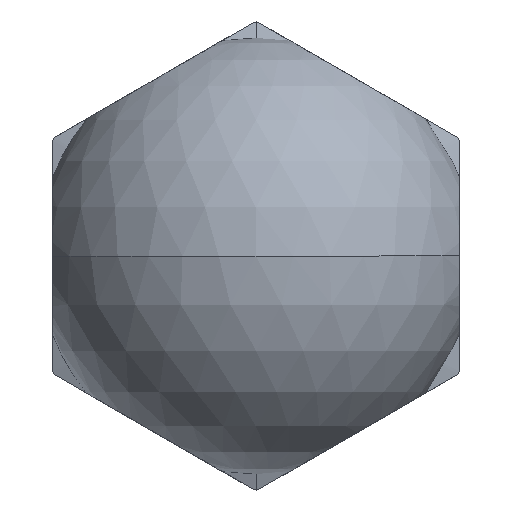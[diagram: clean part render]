
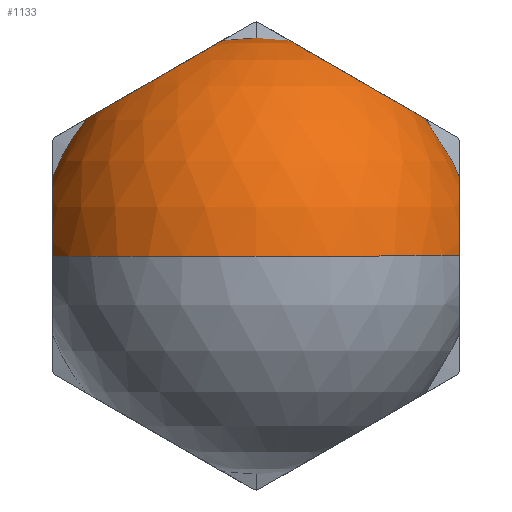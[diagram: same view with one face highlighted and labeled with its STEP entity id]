
A CAD part, front view. The second image highlights one B-rep face of the part: STEP entity #1133.
In plain terms, the highlighted spherical face has radius 7.5 mm.
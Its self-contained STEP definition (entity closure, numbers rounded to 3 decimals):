
#2 = ORIENTED_EDGE ( 'NONE', *, *, #974, .T. ) ;
#10 = ORIENTED_EDGE ( 'NONE', *, *, #528, .F. ) ;
#25 = ORIENTED_EDGE ( 'NONE', *, *, #1163, .T. ) ;
#58 = DIRECTION ( 'NONE',  ( 0.866, 0., 0.5 ) ) ;
#70 = AXIS2_PLACEMENT_3D ( 'NONE', #95, #372, #178 ) ;
#95 = CARTESIAN_POINT ( 'NONE',  ( 0., -10., 0. ) ) ;
#104 = DIRECTION ( 'NONE',  ( 0.5, 0., -0.866 ) ) ;
#112 = DIRECTION ( 'NONE',  ( -1., 0., 0. ) ) ;
#151 = VERTEX_POINT ( 'NONE', #443 ) ;
#167 = CARTESIAN_POINT ( 'NONE',  ( -3.5, -14.5, 6.062 ) ) ;
#171 = CARTESIAN_POINT ( 'NONE',  ( -3.5, -14.5, 6.062 ) ) ;
#172 = CIRCLE ( 'NONE', #535, 7.5 ) ;
#173 = CARTESIAN_POINT ( 'NONE',  ( -7., -14.5, 0. ) ) ;
#178 = DIRECTION ( 'NONE',  ( 0., 0., 1. ) ) ;
#203 = ORIENTED_EDGE ( 'NONE', *, *, #462, .T. ) ;
#206 = CARTESIAN_POINT ( 'NONE',  ( 0., -14.5, 0. ) ) ;
#208 = ORIENTED_EDGE ( 'NONE', *, *, #668, .F. ) ;
#228 = AXIS2_PLACEMENT_3D ( 'NONE', #171, #870, #259 ) ;
#229 = EDGE_CURVE ( 'NONE', #288, #1274, #1263, .T. ) ;
#252 = CARTESIAN_POINT ( 'NONE',  ( 5.832, -14.5, 4.716 ) ) ;
#259 = DIRECTION ( 'NONE',  ( 0.866, 0., 0.5 ) ) ;
#276 = EDGE_CURVE ( 'NONE', #151, #588, #998, .T. ) ;
#281 = AXIS2_PLACEMENT_3D ( 'NONE', #1178, #1181, #1186 ) ;
#288 = VERTEX_POINT ( 'NONE', #989 ) ;
#295 = EDGE_LOOP ( 'NONE', ( #352, #25, #2, #1139, #208, #906, #10, #1022 ) ) ;
#298 = DIRECTION ( 'NONE',  ( -1., 0., 0. ) ) ;
#303 = DIRECTION ( 'NONE',  ( -0.5, 0., -0.866 ) ) ;
#304 = DIRECTION ( 'NONE',  ( 0., 0., -1. ) ) ;
#335 = VERTEX_POINT ( 'NONE', #1285 ) ;
#352 = ORIENTED_EDGE ( 'NONE', *, *, #808, .F. ) ;
#357 = CIRCLE ( 'NONE', #1304, 2.693 ) ;
#366 = AXIS2_PLACEMENT_3D ( 'NONE', #1091, #472, #1202 ) ;
#372 = DIRECTION ( 'NONE',  ( 0., 1., 0. ) ) ;
#386 = AXIS2_PLACEMENT_3D ( 'NONE', #167, #104, #58 ) ;
#397 = FACE_BOUND ( 'NONE', #921, .T. ) ;
#400 = CARTESIAN_POINT ( 'NONE',  ( 7., -11.807, 0. ) ) ;
#409 = CARTESIAN_POINT ( 'NONE',  ( 0., -14.5, 0. ) ) ;
#410 = CARTESIAN_POINT ( 'NONE',  ( 0., -10., 6. ) ) ;
#416 = CIRCLE ( 'NONE', #896, 7.5 ) ;
#443 = CARTESIAN_POINT ( 'NONE',  ( -7., -11.807, 0. ) ) ;
#462 = EDGE_CURVE ( 'NONE', #572, #1092, #634, .T. ) ;
#472 = DIRECTION ( 'NONE',  ( 0., 1., 0. ) ) ;
#481 = CARTESIAN_POINT ( 'NONE',  ( 0., -14.5, 0. ) ) ;
#482 = FACE_BOUND ( 'NONE', #946, .T. ) ;
#528 = EDGE_CURVE ( 'NONE', #151, #288, #172, .T. ) ;
#535 = AXIS2_PLACEMENT_3D ( 'NONE', #409, #304, #1032 ) ;
#546 = CIRCLE ( 'NONE', #386, 2.693 ) ;
#551 = CARTESIAN_POINT ( 'NONE',  ( 0., -22., 0. ) ) ;
#558 = ORIENTED_EDGE ( 'NONE', *, *, #834, .T. ) ;
#560 = DIRECTION ( 'NONE',  ( 0.866, 0., -0.5 ) ) ;
#568 = CARTESIAN_POINT ( 'NONE',  ( 3.5, -14.5, 6.062 ) ) ;
#572 = VERTEX_POINT ( 'NONE', #631 ) ;
#588 = VERTEX_POINT ( 'NONE', #1298 ) ;
#619 = EDGE_CURVE ( 'NONE', #335, #939, #838, .T. ) ;
#631 = CARTESIAN_POINT ( 'NONE',  ( 1.168, -14.5, 7.408 ) ) ;
#634 = CIRCLE ( 'NONE', #843, 2.693 ) ;
#656 = VERTEX_POINT ( 'NONE', #985 ) ;
#668 = EDGE_CURVE ( 'NONE', #1274, #656, #759, .T. ) ;
#685 = DIRECTION ( 'NONE',  ( 0., 0., 1. ) ) ;
#686 = DIRECTION ( 'NONE',  ( 0., 0., 1. ) ) ;
#693 = ORIENTED_EDGE ( 'NONE', *, *, #1327, .T. ) ;
#731 = FACE_OUTER_BOUND ( 'NONE', #295, .T. ) ;
#759 = CIRCLE ( 'NONE', #366, 6. ) ;
#764 = AXIS2_PLACEMENT_3D ( 'NONE', #481, #686, #112 ) ;
#772 = CARTESIAN_POINT ( 'NONE',  ( 7., -17.193, 0. ) ) ;
#808 = EDGE_CURVE ( 'NONE', #1244, #588, #982, .T. ) ;
#834 = EDGE_CURVE ( 'NONE', #1092, #572, #357, .T. ) ;
#838 = CIRCLE ( 'NONE', #228, 2.693 ) ;
#839 = CARTESIAN_POINT ( 'NONE',  ( -5.832, -14.5, 4.716 ) ) ;
#843 = AXIS2_PLACEMENT_3D ( 'NONE', #568, #1067, #560 ) ;
#870 = DIRECTION ( 'NONE',  ( 0.5, 0., -0.866 ) ) ;
#872 = DIRECTION ( 'NONE',  ( 1., 0., 0. ) ) ;
#896 = AXIS2_PLACEMENT_3D ( 'NONE', #1200, #1114, #1164 ) ;
#904 = VERTEX_POINT ( 'NONE', #772 ) ;
#906 = ORIENTED_EDGE ( 'NONE', *, *, #229, .F. ) ;
#908 = AXIS2_PLACEMENT_3D ( 'NONE', #206, #916, #298 ) ;
#916 = DIRECTION ( 'NONE',  ( 0., 0., -1. ) ) ;
#921 = EDGE_LOOP ( 'NONE', ( #558, #203 ) ) ;
#923 = CARTESIAN_POINT ( 'NONE',  ( 3.5, -14.5, 6.062 ) ) ;
#939 = VERTEX_POINT ( 'NONE', #839 ) ;
#946 = EDGE_LOOP ( 'NONE', ( #1068, #693 ) ) ;
#974 = EDGE_CURVE ( 'NONE', #904, #1289, #1017, .T. ) ;
#982 = CIRCLE ( 'NONE', #908, 7.5 ) ;
#985 = CARTESIAN_POINT ( 'NONE',  ( 6., -10., 0. ) ) ;
#989 = CARTESIAN_POINT ( 'NONE',  ( -6., -10., 0. ) ) ;
#990 = CARTESIAN_POINT ( 'NONE',  ( 7., -14.5, 0. ) ) ;
#995 = DIRECTION ( 'NONE',  ( -1., 0., 0. ) ) ;
#997 = DIRECTION ( 'NONE',  ( 0., 0., -1. ) ) ;
#998 = CIRCLE ( 'NONE', #1161, 2.693 ) ;
#1017 = CIRCLE ( 'NONE', #1142, 2.693 ) ;
#1022 = ORIENTED_EDGE ( 'NONE', *, *, #276, .T. ) ;
#1031 = DIRECTION ( 'NONE',  ( 0.866, 0., -0.5 ) ) ;
#1032 = DIRECTION ( 'NONE',  ( -1., 0., 0. ) ) ;
#1038 = EDGE_CURVE ( 'NONE', #1289, #656, #1099, .T. ) ;
#1067 = DIRECTION ( 'NONE',  ( -0.5, 0., -0.866 ) ) ;
#1068 = ORIENTED_EDGE ( 'NONE', *, *, #619, .T. ) ;
#1091 = CARTESIAN_POINT ( 'NONE',  ( 0., -10., 0. ) ) ;
#1092 = VERTEX_POINT ( 'NONE', #252 ) ;
#1093 = SPHERICAL_SURFACE ( 'NONE', #764, 7.5 ) ;
#1099 = CIRCLE ( 'NONE', #281, 7.5 ) ;
#1114 = DIRECTION ( 'NONE',  ( 0., 0., 1. ) ) ;
#1133 = ADVANCED_FACE ( 'NONE', ( #482, #397, #731 ), #1093, .T. ) ;
#1139 = ORIENTED_EDGE ( 'NONE', *, *, #1038, .T. ) ;
#1142 = AXIS2_PLACEMENT_3D ( 'NONE', #990, #995, #997 ) ;
#1161 = AXIS2_PLACEMENT_3D ( 'NONE', #173, #872, #685 ) ;
#1163 = EDGE_CURVE ( 'NONE', #1244, #904, #416, .T. ) ;
#1164 = DIRECTION ( 'NONE',  ( 1., 0., 0. ) ) ;
#1178 = CARTESIAN_POINT ( 'NONE',  ( 0., -14.5, 0. ) ) ;
#1181 = DIRECTION ( 'NONE',  ( 0., 0., 1. ) ) ;
#1186 = DIRECTION ( 'NONE',  ( 1., 0., 0. ) ) ;
#1200 = CARTESIAN_POINT ( 'NONE',  ( 0., -14.5, 0. ) ) ;
#1202 = DIRECTION ( 'NONE',  ( 0., 0., 1. ) ) ;
#1244 = VERTEX_POINT ( 'NONE', #551 ) ;
#1263 = CIRCLE ( 'NONE', #70, 6. ) ;
#1274 = VERTEX_POINT ( 'NONE', #410 ) ;
#1285 = CARTESIAN_POINT ( 'NONE',  ( -1.168, -14.5, 7.408 ) ) ;
#1289 = VERTEX_POINT ( 'NONE', #400 ) ;
#1298 = CARTESIAN_POINT ( 'NONE',  ( -7., -17.193, 0. ) ) ;
#1304 = AXIS2_PLACEMENT_3D ( 'NONE', #923, #303, #1031 ) ;
#1327 = EDGE_CURVE ( 'NONE', #939, #335, #546, .T. ) ;
